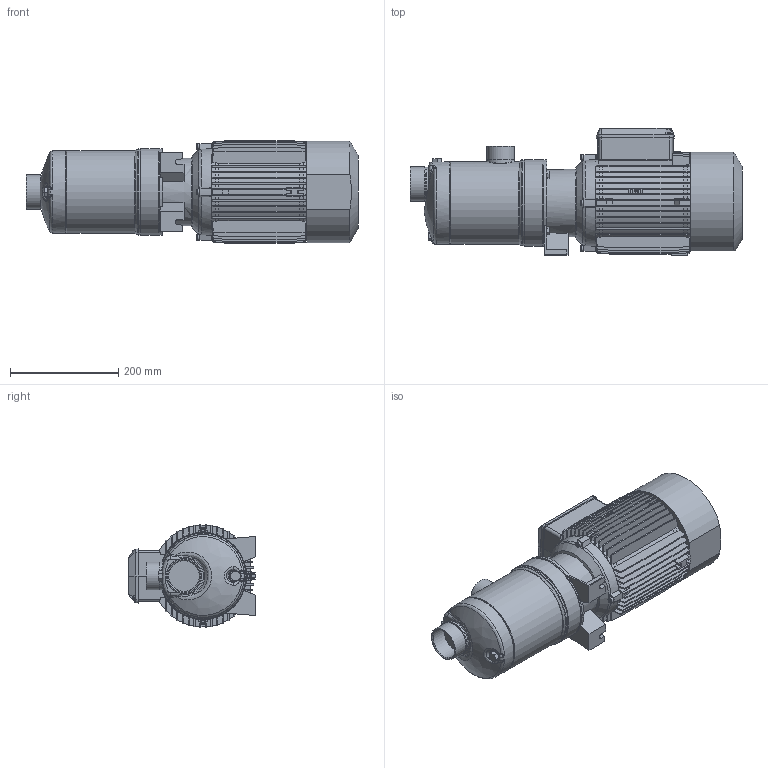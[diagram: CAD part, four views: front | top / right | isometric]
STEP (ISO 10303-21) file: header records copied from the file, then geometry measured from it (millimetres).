
FILE_DESCRIPTION(('STEP AP214'),'2;1');
FILE_NAME('4_93_489_13.stp','2012-05-25T15:33:49',(''),(''),'2011.1.114','THINKDESIGN','');
FILE_SCHEMA(('AUTOMOTIVE_DESIGN'));
Products named in the file (1): None
Bounding box: 613.5 x 234.5 x 189.71 mm (x, y, z)
Volume: 11896543.9 mm3; surface area: 926076.8 mm2
Topology: 1 solids, 1 shells, 1164 faces, 3162 edges, 2076 vertices
Faces by surface type: plane 814, bspline 227, cylinder 123
Full cylindrical faces by diameter (mm): 4.4 x2, 7 x4, 8 x2, 10 x4, 45 x1, 50.8 x1, 51.5 x1, 57 x1, 62.4 x1, 62.6 x1, 63.3 x1, 152.4 x1, 153 x1, 159 x1, 160 x3, 160.37 x1
Entity records: 55064 total; most frequent: CARTESIAN_POINT 15936, ORIENTED_EDGE 6312, DIRECTION 5436, EDGE_CURVE 3156, VECTOR 2194, LINE 2194, VERTEX_POINT 2076, AXIS2_PLACEMENT_3D 1621
